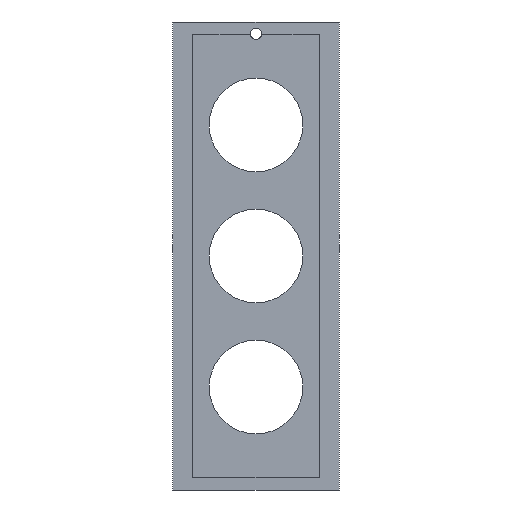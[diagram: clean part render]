
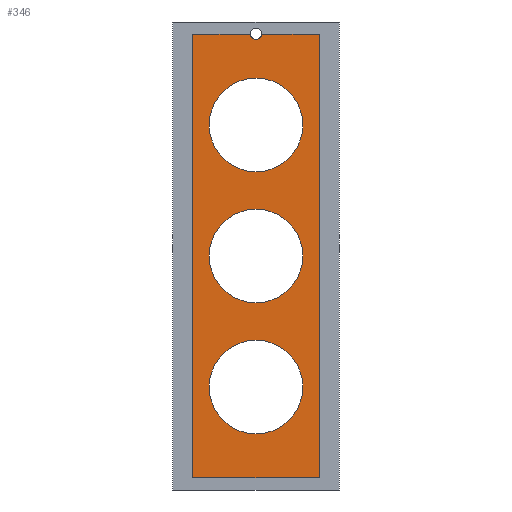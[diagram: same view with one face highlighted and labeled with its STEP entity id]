
A CAD part, front view. The second image highlights one B-rep face of the part: STEP entity #346.
In plain terms, the highlighted planar face has unit normal (0, -1, 0).
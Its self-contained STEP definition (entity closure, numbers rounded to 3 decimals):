
#2 = CARTESIAN_POINT ( 'NONE',  ( 0., -3., 70. ) ) ;
#3 = VERTEX_POINT ( 'NONE', #500 ) ;
#12 = VERTEX_POINT ( 'NONE', #185 ) ;
#17 = ORIENTED_EDGE ( 'NONE', *, *, #301, .T. ) ;
#22 = DIRECTION ( 'NONE',  ( 0., 0., 1. ) ) ;
#25 = CARTESIAN_POINT ( 'NONE',  ( -33.847, -3., 118.384 ) ) ;
#35 = LINE ( 'NONE', #159, #426 ) ;
#36 = DIRECTION ( 'NONE',  ( 0., 0., 1. ) ) ;
#37 = FACE_BOUND ( 'NONE', #356, .T. ) ;
#49 = ORIENTED_EDGE ( 'NONE', *, *, #296, .T. ) ;
#53 = CARTESIAN_POINT ( 'NONE',  ( 0., -3., 45. ) ) ;
#78 = CIRCLE ( 'NONE', #315, 25. ) ;
#81 = DIRECTION ( 'NONE',  ( 0., 1., 0. ) ) ;
#102 = DIRECTION ( 'NONE',  ( 1., 0., 0. ) ) ;
#107 = LINE ( 'NONE', #540, #545 ) ;
#120 = DIRECTION ( 'NONE',  ( -1., 0., 0. ) ) ;
#130 = CARTESIAN_POINT ( 'NONE',  ( 0., -3., -70. ) ) ;
#132 = DIRECTION ( 'NONE',  ( 0., 0., 1. ) ) ;
#134 = ORIENTED_EDGE ( 'NONE', *, *, #243, .T. ) ;
#135 = CARTESIAN_POINT ( 'NONE',  ( 0., -3., 118.699 ) ) ;
#138 = EDGE_CURVE ( 'NONE', #495, #3, #238, .T. ) ;
#157 = EDGE_CURVE ( 'NONE', #511, #511, #538, .T. ) ;
#159 = CARTESIAN_POINT ( 'NONE',  ( -33.847, -3., -118.384 ) ) ;
#160 = PLANE ( 'NONE',  #266 ) ;
#162 = VECTOR ( 'NONE', #529, 1000. ) ;
#171 = EDGE_CURVE ( 'NONE', #444, #222, #316, .T. ) ;
#180 = ORIENTED_EDGE ( 'NONE', *, *, #354, .T. ) ;
#184 = EDGE_CURVE ( 'NONE', #3, #444, #515, .T. ) ;
#185 = CARTESIAN_POINT ( 'NONE',  ( -33.847, -3., -118.384 ) ) ;
#222 = VERTEX_POINT ( 'NONE', #503 ) ;
#225 = VECTOR ( 'NONE', #132, 1000. ) ;
#238 = LINE ( 'NONE', #348, #225 ) ;
#241 = VERTEX_POINT ( 'NONE', #462 ) ;
#243 = EDGE_CURVE ( 'NONE', #501, #501, #78, .T. ) ;
#246 = DIRECTION ( 'NONE',  ( 0., 0., 1. ) ) ;
#250 = DIRECTION ( 'NONE',  ( 0., 0., 1. ) ) ;
#262 = EDGE_LOOP ( 'NONE', ( #134 ) ) ;
#266 = AXIS2_PLACEMENT_3D ( 'NONE', #512, #477, #246 ) ;
#275 = ORIENTED_EDGE ( 'NONE', *, *, #157, .T. ) ;
#280 = CIRCLE ( 'NONE', #284, 25. ) ;
#284 = AXIS2_PLACEMENT_3D ( 'NONE', #549, #287, #22 ) ;
#287 = DIRECTION ( 'NONE',  ( 0., 1., 0. ) ) ;
#296 = EDGE_CURVE ( 'NONE', #383, #383, #280, .T. ) ;
#301 = EDGE_CURVE ( 'NONE', #241, #12, #35, .T. ) ;
#307 = ORIENTED_EDGE ( 'NONE', *, *, #171, .T. ) ;
#315 = AXIS2_PLACEMENT_3D ( 'NONE', #130, #556, #250 ) ;
#316 = CIRCLE ( 'NONE', #318, 3. ) ;
#318 = AXIS2_PLACEMENT_3D ( 'NONE', #135, #81, #36 ) ;
#321 = VECTOR ( 'NONE', #120, 1000. ) ;
#331 = CARTESIAN_POINT ( 'NONE',  ( 0., -3., -45. ) ) ;
#334 = AXIS2_PLACEMENT_3D ( 'NONE', #2, #534, #492 ) ;
#335 = DIRECTION ( 'NONE',  ( 0., 0., -1. ) ) ;
#336 = FACE_OUTER_BOUND ( 'NONE', #523, .T. ) ;
#346 = ADVANCED_FACE ( 'NONE', ( #37, #411, #461, #336 ), #160, .F. ) ;
#348 = CARTESIAN_POINT ( 'NONE',  ( 33.847, -3., -118.384 ) ) ;
#352 = ORIENTED_EDGE ( 'NONE', *, *, #435, .T. ) ;
#354 = EDGE_CURVE ( 'NONE', #222, #241, #452, .T. ) ;
#356 = EDGE_LOOP ( 'NONE', ( #275 ) ) ;
#360 = ORIENTED_EDGE ( 'NONE', *, *, #138, .T. ) ;
#370 = CARTESIAN_POINT ( 'NONE',  ( 2.983, -3., 118.384 ) ) ;
#376 = ORIENTED_EDGE ( 'NONE', *, *, #184, .T. ) ;
#382 = CARTESIAN_POINT ( 'NONE',  ( 0., -3., 25. ) ) ;
#383 = VERTEX_POINT ( 'NONE', #382 ) ;
#404 = CARTESIAN_POINT ( 'NONE',  ( -33.847, -3., 118.384 ) ) ;
#411 = FACE_BOUND ( 'NONE', #262, .T. ) ;
#426 = VECTOR ( 'NONE', #335, 1000. ) ;
#435 = EDGE_CURVE ( 'NONE', #12, #495, #107, .T. ) ;
#441 = EDGE_LOOP ( 'NONE', ( #49 ) ) ;
#444 = VERTEX_POINT ( 'NONE', #370 ) ;
#452 = LINE ( 'NONE', #25, #321 ) ;
#461 = FACE_BOUND ( 'NONE', #441, .T. ) ;
#462 = CARTESIAN_POINT ( 'NONE',  ( -33.847, -3., 118.384 ) ) ;
#469 = CARTESIAN_POINT ( 'NONE',  ( 33.847, -3., -118.384 ) ) ;
#477 = DIRECTION ( 'NONE',  ( 0., 1., 0. ) ) ;
#492 = DIRECTION ( 'NONE',  ( 0., 0., -1. ) ) ;
#495 = VERTEX_POINT ( 'NONE', #469 ) ;
#500 = CARTESIAN_POINT ( 'NONE',  ( 33.847, -3., 118.384 ) ) ;
#501 = VERTEX_POINT ( 'NONE', #331 ) ;
#503 = CARTESIAN_POINT ( 'NONE',  ( -2.983, -3., 118.384 ) ) ;
#511 = VERTEX_POINT ( 'NONE', #53 ) ;
#512 = CARTESIAN_POINT ( 'NONE',  ( 0., -3., 0. ) ) ;
#515 = LINE ( 'NONE', #404, #162 ) ;
#523 = EDGE_LOOP ( 'NONE', ( #376, #307, #180, #17, #352, #360 ) ) ;
#529 = DIRECTION ( 'NONE',  ( -1., 0., 0. ) ) ;
#534 = DIRECTION ( 'NONE',  ( 0., 1., 0. ) ) ;
#538 = CIRCLE ( 'NONE', #334, 25. ) ;
#540 = CARTESIAN_POINT ( 'NONE',  ( -33.847, -3., -118.384 ) ) ;
#545 = VECTOR ( 'NONE', #102, 1000. ) ;
#549 = CARTESIAN_POINT ( 'NONE',  ( 0., -3., 0. ) ) ;
#556 = DIRECTION ( 'NONE',  ( 0., 1., 0. ) ) ;
